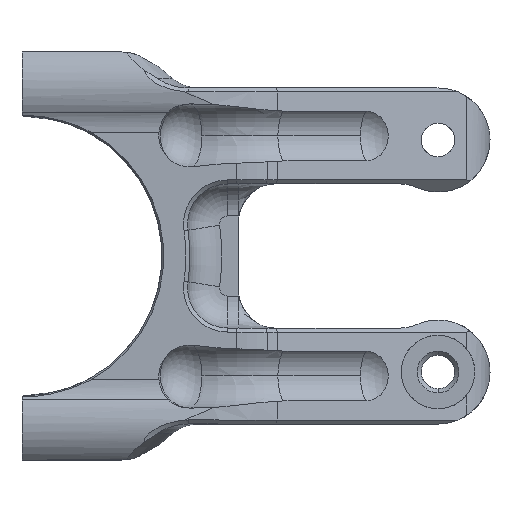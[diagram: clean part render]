
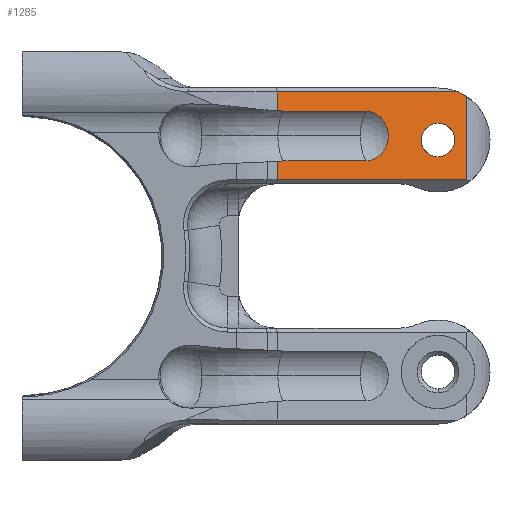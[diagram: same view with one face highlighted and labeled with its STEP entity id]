
A CAD part, front view. The second image highlights one B-rep face of the part: STEP entity #1285.
In plain terms, the highlighted planar face has unit normal (0.423, -0.906, 0).
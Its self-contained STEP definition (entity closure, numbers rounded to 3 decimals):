
#1037 = EDGE_LOOP ( 'NONE', ( #3302, #3303 ) ) ;
#1039 = EDGE_LOOP ( 'NONE', ( #3304, #3305, #3306, #3307, #3308, #3309, #3310, #3311, #3312, #3313, #3314 ) ) ;
#1285 = ADVANCED_FACE ( 'NONE', ( #3621, #3624 ), #4393, .F. ) ;
#1610 = EDGE_CURVE ( 'NONE', #2750, #2809, #10907, .T. ) ;
#1699 = EDGE_CURVE ( 'NONE', #2838, #2754, #7329, .T. ) ;
#1756 = EDGE_CURVE ( 'NONE', #2786, #2806, #11015, .T. ) ;
#1936 = EDGE_CURVE ( 'NONE', #2845, #2823, #7574, .T. ) ;
#1941 = EDGE_CURVE ( 'NONE', #2806, #2786, #11031, .T. ) ;
#1942 = EDGE_CURVE ( 'NONE', #2821, #2777, #11032, .T. ) ;
#1943 = EDGE_CURVE ( 'NONE', #2750, #2845, #7581, .T. ) ;
#1944 = EDGE_CURVE ( 'NONE', #2777, #2823, #7583, .T. ) ;
#1945 = EDGE_CURVE ( 'NONE', #2821, #2745, #7579, .T. ) ;
#1946 = EDGE_CURVE ( 'NONE', #2745, #2773, #7587, .T. ) ;
#1947 = EDGE_CURVE ( 'NONE', #2838, #2773, #10990, .T. ) ;
#1949 = EDGE_CURVE ( 'NONE', #2759, #2754, #7592, .T. ) ;
#1951 = EDGE_CURVE ( 'NONE', #2759, #2809, #7593, .T. ) ;
#2271 = AXIS2_PLACEMENT_3D ( 'NONE', #4392, #4394, #4395 ) ;
#2745 = VERTEX_POINT ( 'NONE', #10585 ) ;
#2750 = VERTEX_POINT ( 'NONE', #10590 ) ;
#2754 = VERTEX_POINT ( 'NONE', #10594 ) ;
#2759 = VERTEX_POINT ( 'NONE', #10599 ) ;
#2773 = VERTEX_POINT ( 'NONE', #10613 ) ;
#2777 = VERTEX_POINT ( 'NONE', #10617 ) ;
#2786 = VERTEX_POINT ( 'NONE', #10626 ) ;
#2806 = VERTEX_POINT ( 'NONE', #10646 ) ;
#2809 = VERTEX_POINT ( 'NONE', #10649 ) ;
#2821 = VERTEX_POINT ( 'NONE', #10659 ) ;
#2823 = VERTEX_POINT ( 'NONE', #10661 ) ;
#2838 = VERTEX_POINT ( 'NONE', #10676 ) ;
#2845 = VERTEX_POINT ( 'NONE', #10683 ) ;
#3302 = ORIENTED_EDGE ( 'NONE', *, *, #1756, .T. ) ;
#3303 = ORIENTED_EDGE ( 'NONE', *, *, #1941, .T. ) ;
#3304 = ORIENTED_EDGE ( 'NONE', *, *, #1943, .T. ) ;
#3305 = ORIENTED_EDGE ( 'NONE', *, *, #1936, .T. ) ;
#3306 = ORIENTED_EDGE ( 'NONE', *, *, #1944, .F. ) ;
#3307 = ORIENTED_EDGE ( 'NONE', *, *, #1942, .F. ) ;
#3308 = ORIENTED_EDGE ( 'NONE', *, *, #1945, .T. ) ;
#3309 = ORIENTED_EDGE ( 'NONE', *, *, #1946, .T. ) ;
#3310 = ORIENTED_EDGE ( 'NONE', *, *, #1947, .F. ) ;
#3311 = ORIENTED_EDGE ( 'NONE', *, *, #1699, .T. ) ;
#3312 = ORIENTED_EDGE ( 'NONE', *, *, #1949, .F. ) ;
#3313 = ORIENTED_EDGE ( 'NONE', *, *, #1951, .T. ) ;
#3314 = ORIENTED_EDGE ( 'NONE', *, *, #1610, .F. ) ;
#3621 = FACE_BOUND ( 'NONE', #1037, .T. ) ;
#3624 = FACE_OUTER_BOUND ( 'NONE', #1039, .T. ) ;
#4392 = CARTESIAN_POINT ( 'NONE',  ( -1.067, -20.689, 27.5 ) ) ;
#4393 = PLANE ( 'NONE',  #2271 ) ;
#4394 = DIRECTION ( 'NONE',  ( -0.423, 0.906, 0. ) ) ;
#4395 = DIRECTION ( 'NONE',  ( -0.906, -0.423, 0. ) ) ;
#7013 = CARTESIAN_POINT ( 'NONE',  ( -1.067, -20.689, 11.861 ) ) ;
#7043 = CARTESIAN_POINT ( 'NONE',  ( -0.838, -20.582, 11.872 ) ) ;
#7045 = CARTESIAN_POINT ( 'NONE',  ( -0.608, -20.476, 11.878 ) ) ;
#7046 = CARTESIAN_POINT ( 'NONE',  ( -0.379, -20.369, 11.878 ) ) ;
#7320 = VECTOR ( 'NONE', #7910, 1000. ) ;
#7329 = LINE ( 'NONE', #7909, #7320 ) ;
#7574 = LINE ( 'NONE', #9331, #7575 ) ;
#7575 = VECTOR ( 'NONE', #9332, 1000. ) ;
#7576 = VECTOR ( 'NONE', #9356, 1000. ) ;
#7579 = LINE ( 'NONE', #9353, #7585 ) ;
#7581 = LINE ( 'NONE', #9347, #7576 ) ;
#7583 = LINE ( 'NONE', #9358, #7584 ) ;
#7584 = VECTOR ( 'NONE', #9359, 1000. ) ;
#7585 = VECTOR ( 'NONE', #9352, 1000. ) ;
#7587 = LINE ( 'NONE', #9360, #7588 ) ;
#7588 = VECTOR ( 'NONE', #9361, 1000. ) ;
#7592 = CIRCLE ( 'NONE', #8610, 3.122 ) ;
#7593 = LINE ( 'NONE', #9374, #7594 ) ;
#7594 = VECTOR ( 'NONE', #9375, 1000. ) ;
#7909 = CARTESIAN_POINT ( 'NONE',  ( -0.379, -20.369, 18.122 ) ) ;
#7910 = DIRECTION ( 'NONE',  ( 0.906, 0.423, 0. ) ) ;
#8176 = CARTESIAN_POINT ( 'NONE',  ( 19., -11.332, 12.4 ) ) ;
#8181 = CARTESIAN_POINT ( 'NONE',  ( 14.8, -13.29, 12.4 ) ) ;
#8182 = CARTESIAN_POINT ( 'NONE',  ( 14.8, -13.29, 16.6 ) ) ;
#8183 = CARTESIAN_POINT ( 'NONE',  ( 19., -11.332, 16.6 ) ) ;
#8549 = CARTESIAN_POINT ( 'NONE',  ( 22.262, -9.811, 20.138 ) ) ;
#8610 = AXIS2_PLACEMENT_3D ( 'NONE', #9369, #9370, #9371 ) ;
#9331 = CARTESIAN_POINT ( 'NONE',  ( -1.067, -20.689, 9.5 ) ) ;
#9332 = DIRECTION ( 'NONE',  ( 0.906, 0.423, 0. ) ) ;
#9344 = CARTESIAN_POINT ( 'NONE',  ( 19., -11.332, 16.6 ) ) ;
#9347 = CARTESIAN_POINT ( 'NONE',  ( -1.067, -20.689, 27.5 ) ) ;
#9348 = CARTESIAN_POINT ( 'NONE',  ( 21.5, -10.166, 20.5 ) ) ;
#9349 = CARTESIAN_POINT ( 'NONE',  ( 23.2, -9.373, 16.6 ) ) ;
#9350 = CARTESIAN_POINT ( 'NONE',  ( 23.2, -9.373, 12.4 ) ) ;
#9351 = CARTESIAN_POINT ( 'NONE',  ( 19., -11.332, 12.4 ) ) ;
#9352 = DIRECTION ( 'NONE',  ( -0.906, -0.423, 0. ) ) ;
#9353 = CARTESIAN_POINT ( 'NONE',  ( -1.067, -20.689, 20.5 ) ) ;
#9354 = CARTESIAN_POINT ( 'NONE',  ( 21.89, -9.984, 20.338 ) ) ;
#9355 = CARTESIAN_POINT ( 'NONE',  ( 22.613, -9.647, 19.903 ) ) ;
#9356 = DIRECTION ( 'NONE',  ( 0., 0., -1. ) ) ;
#9357 = CARTESIAN_POINT ( 'NONE',  ( -0.379, -20.369, 18.122 ) ) ;
#9358 = CARTESIAN_POINT ( 'NONE',  ( 22.613, -9.647, 27.5 ) ) ;
#9359 = DIRECTION ( 'NONE',  ( 0., 0., -1. ) ) ;
#9360 = CARTESIAN_POINT ( 'NONE',  ( -1.067, -20.689, 27.5 ) ) ;
#9361 = DIRECTION ( 'NONE',  ( 0., 0., -1. ) ) ;
#9363 = CARTESIAN_POINT ( 'NONE',  ( -0.608, -20.476, 18.122 ) ) ;
#9364 = CARTESIAN_POINT ( 'NONE',  ( -0.838, -20.582, 18.128 ) ) ;
#9365 = CARTESIAN_POINT ( 'NONE',  ( -1.067, -20.689, 18.139 ) ) ;
#9369 = CARTESIAN_POINT ( 'NONE',  ( 9.943, -15.555, 15. ) ) ;
#9370 = DIRECTION ( 'NONE',  ( 0.423, -0.906, 0. ) ) ;
#9371 = DIRECTION ( 'NONE',  ( -0.906, -0.423, 0. ) ) ;
#9374 = CARTESIAN_POINT ( 'NONE',  ( -0.379, -20.369, 11.878 ) ) ;
#9375 = DIRECTION ( 'NONE',  ( -0.906, -0.423, 0. ) ) ;
#10585 = CARTESIAN_POINT ( 'NONE',  ( -1.067, -20.689, 20.5 ) ) ;
#10590 = CARTESIAN_POINT ( 'NONE',  ( -1.067, -20.689, 11.861 ) ) ;
#10594 = CARTESIAN_POINT ( 'NONE',  ( 9.943, -15.555, 18.122 ) ) ;
#10599 = CARTESIAN_POINT ( 'NONE',  ( 9.943, -15.555, 11.878 ) ) ;
#10613 = CARTESIAN_POINT ( 'NONE',  ( -1.067, -20.689, 18.139 ) ) ;
#10617 = CARTESIAN_POINT ( 'NONE',  ( 22.613, -9.647, 19.903 ) ) ;
#10626 = CARTESIAN_POINT ( 'NONE',  ( 19., -11.332, 12.4 ) ) ;
#10646 = CARTESIAN_POINT ( 'NONE',  ( 19., -11.332, 16.6 ) ) ;
#10649 = CARTESIAN_POINT ( 'NONE',  ( -0.379, -20.369, 11.878 ) ) ;
#10659 = CARTESIAN_POINT ( 'NONE',  ( 21.5, -10.166, 20.5 ) ) ;
#10661 = CARTESIAN_POINT ( 'NONE',  ( 22.613, -9.647, 9.5 ) ) ;
#10676 = CARTESIAN_POINT ( 'NONE',  ( -0.379, -20.369, 18.122 ) ) ;
#10683 = CARTESIAN_POINT ( 'NONE',  ( -1.067, -20.689, 9.5 ) ) ;
#10907 = B_SPLINE_CURVE_WITH_KNOTS ( 'NONE', 3,
 ( #7013, #7043, #7045, #7046 ),
 .UNSPECIFIED., .F., .F.,
 ( 4, 4 ),
 ( 0., 0.001 ),
 .UNSPECIFIED. ) ;
#10990 = B_SPLINE_CURVE_WITH_KNOTS ( 'NONE', 3,
 ( #9357, #9363, #9364, #9365 ),
 .UNSPECIFIED., .F., .F.,
 ( 4, 4 ),
 ( 0.001, 0.002 ),
 .UNSPECIFIED. ) ;
#11015 =( BOUNDED_CURVE ( )  B_SPLINE_CURVE ( 3, ( #8176, #8181, #8182, #8183 ),
 .UNSPECIFIED., .F., .T. ) 
 B_SPLINE_CURVE_WITH_KNOTS ( ( 4, 4 ),
 ( 4.712, 7.854 ),
 .UNSPECIFIED. ) 
 CURVE ( )  GEOMETRIC_REPRESENTATION_ITEM ( )  RATIONAL_B_SPLINE_CURVE ( ( 1., 0.333, 0.333, 1. ) ) 
 REPRESENTATION_ITEM ( '' )  );
#11031 =( BOUNDED_CURVE ( )  B_SPLINE_CURVE ( 3, ( #9344, #9349, #9350, #9351 ),
 .UNSPECIFIED., .F., .T. ) 
 B_SPLINE_CURVE_WITH_KNOTS ( ( 4, 4 ),
 ( 1.571, 4.712 ),
 .UNSPECIFIED. ) 
 CURVE ( )  GEOMETRIC_REPRESENTATION_ITEM ( )  RATIONAL_B_SPLINE_CURVE ( ( 1., 0.333, 0.333, 1. ) ) 
 REPRESENTATION_ITEM ( '' )  );
#11032 =( BOUNDED_CURVE ( )  B_SPLINE_CURVE ( 3, ( #9348, #9354, #8549, #9355 ),
 .UNSPECIFIED., .F., .F. ) 
 B_SPLINE_CURVE_WITH_KNOTS ( ( 4, 4 ),
 ( 5.107, 5.302 ),
 .UNSPECIFIED. ) 
 CURVE ( )  GEOMETRIC_REPRESENTATION_ITEM ( )  RATIONAL_B_SPLINE_CURVE ( ( 1., 0.997, 0.997, 1. ) ) 
 REPRESENTATION_ITEM ( '' )  );
